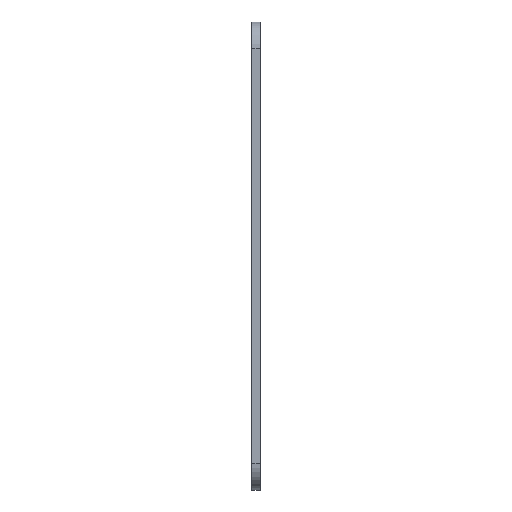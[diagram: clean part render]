
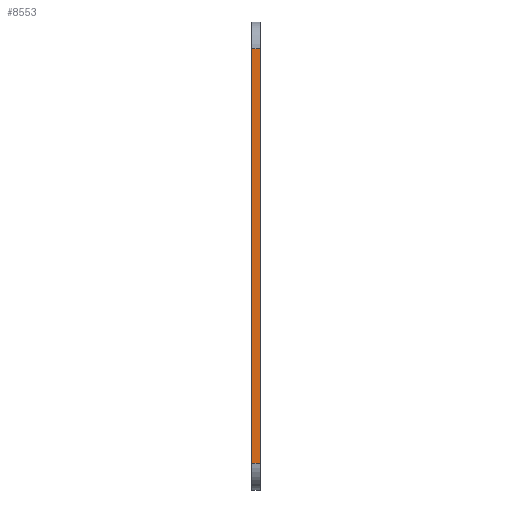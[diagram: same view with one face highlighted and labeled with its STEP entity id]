
A CAD part, left-side view. The second image highlights one B-rep face of the part: STEP entity #8553.
In plain terms, the highlighted planar face has unit normal (-1, 0, 0).
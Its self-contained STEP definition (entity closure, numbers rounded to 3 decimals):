
#1390=FACE_OUTER_BOUND('',#1897,.T.);
#1897=EDGE_LOOP('',(#7703,#7704,#7705,#7706));
#2463=LINE('',#16847,#3122);
#2508=LINE('',#17032,#3167);
#2516=LINE('',#17054,#3175);
#2558=LINE('',#17217,#3217);
#3122=VECTOR('',#9581,10.);
#3167=VECTOR('',#9732,10.);
#3175=VECTOR('',#9748,10.);
#3217=VECTOR('',#9880,10.);
#3984=VERTEX_POINT('',#16843);
#3986=VERTEX_POINT('',#16846);
#4073=VERTEX_POINT('',#17030);
#4083=VERTEX_POINT('',#17052);
#5190=EDGE_CURVE('',#3984,#3986,#2463,.T.);
#5279=EDGE_CURVE('',#4073,#3984,#2508,.T.);
#5290=EDGE_CURVE('',#4083,#4073,#2516,.T.);
#5372=EDGE_CURVE('',#3986,#4083,#2558,.T.);
#7703=ORIENTED_EDGE('',*,*,#5279,.F.);
#7704=ORIENTED_EDGE('',*,*,#5290,.F.);
#7705=ORIENTED_EDGE('',*,*,#5372,.F.);
#7706=ORIENTED_EDGE('',*,*,#5190,.F.);
#8136=PLANE('',#8839);
#8553=ADVANCED_FACE('',(#1390),#8136,.T.);
#8839=AXIS2_PLACEMENT_3D('',#17219,#9882,#9883);
#9581=DIRECTION('',(0.,0.,1.));
#9732=DIRECTION('',(0.,1.,0.));
#9748=DIRECTION('',(0.,0.,-1.));
#9880=DIRECTION('',(0.,-1.,0.));
#9882=DIRECTION('center_axis',(-1.,0.,0.));
#9883=DIRECTION('ref_axis',(0.,0.,1.));
#16843=CARTESIAN_POINT('',(-13.71,1.5,-8.71));
#16846=CARTESIAN_POINT('',(-13.71,1.5,67.965));
#16847=CARTESIAN_POINT('',(-13.71,1.5,72.965));
#17030=CARTESIAN_POINT('',(-13.71,0.,-8.71));
#17032=CARTESIAN_POINT('',(-13.71,0.,-8.71));
#17052=CARTESIAN_POINT('',(-13.71,0.,67.965));
#17054=CARTESIAN_POINT('',(-13.71,0.,72.965));
#17217=CARTESIAN_POINT('',(-13.71,0.,67.965));
#17219=CARTESIAN_POINT('Origin',(-13.71,0.,-13.71));
